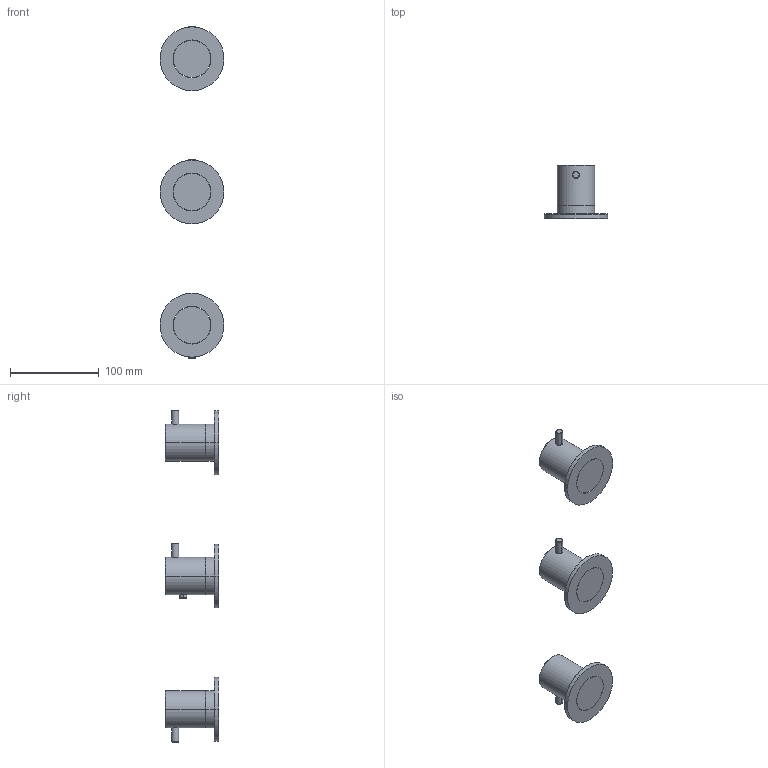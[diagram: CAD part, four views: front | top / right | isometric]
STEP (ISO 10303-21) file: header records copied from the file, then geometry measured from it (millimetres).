
FILE_DESCRIPTION((''),'2;1');
FILE_NAME('15790','2024-06-29T16:16:03',('dell'),(''),'CREO PARAMETRIC BY PTC INC, 2019224','CREO PARAMETRIC BY PTC INC, 2019224','');
FILE_SCHEMA(('CONFIG_CONTROL_DESIGN'));
Length unit declared in the file: millimetre
Products named in the file (1): 15790
Bounding box: 72 x 60 x 374 mm (x, y, z)
Volume: 291722.1 mm3; surface area: 54753.9 mm2
Topology: 6 solids, 6 shells, 77 faces, 148 edges, 90 vertices
Faces by surface type: cylinder 32, torus 26, plane 19
Entity records: 2101 total; most frequent: CARTESIAN_POINT 410, DIRECTION 402, ORIENTED_EDGE 296, AXIS2_PLACEMENT_3D 185, EDGE_CURVE 148, CIRCLE 108, VERTEX_POINT 90, EDGE_LOOP 90
